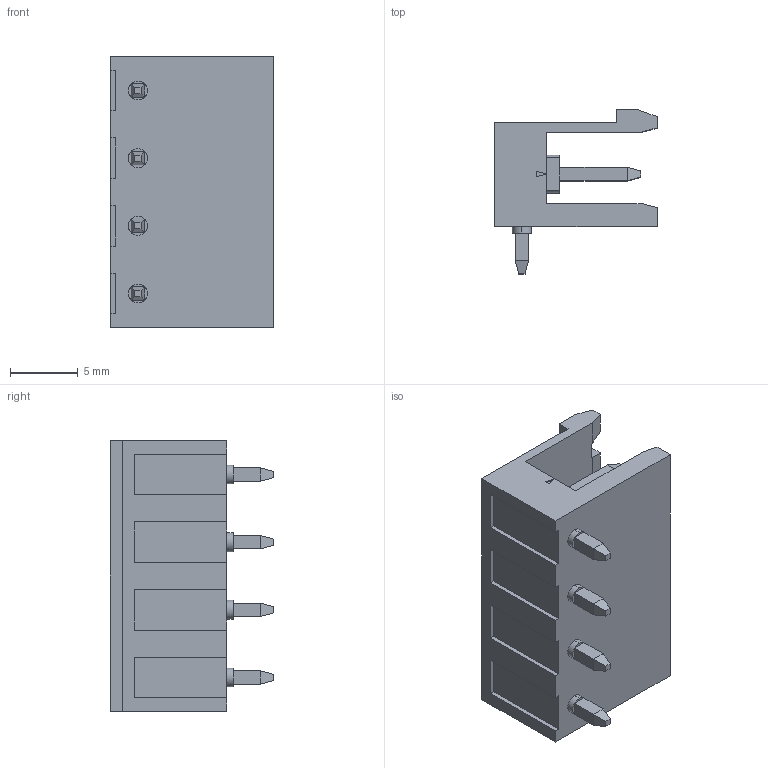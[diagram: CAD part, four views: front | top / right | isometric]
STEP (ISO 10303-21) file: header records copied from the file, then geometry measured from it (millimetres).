
FILE_DESCRIPTION (( 'STEP AP214' ), '1' );
FILE_NAME ('P4.STEP', '2016-02-14T12:17:14', ( '' ), ( '' ), 'SwSTEP 2.0', 'SolidWorks 2015', '' );
FILE_SCHEMA (( 'AUTOMOTIVE_DESIGN' ));
Length unit declared in the file: millimetre
Products named in the file (1): P4
Bounding box: 12 x 12.1 x 20 mm (x, y, z)
Volume: 961.3 mm3; surface area: 1438.9 mm2
Topology: 1 solids, 1 shells, 209 faces, 493 edges, 304 vertices
Faces by surface type: plane 186, cylinder 19, cone 4
Entity records: 8158 total; most frequent: CARTESIAN_POINT 1030, ORIENTED_EDGE 984, DIRECTION 962, EDGE_CURVE 492, LINE 426, VECTOR 426, VERTEX_POINT 304, AXIS2_PLACEMENT_3D 268
